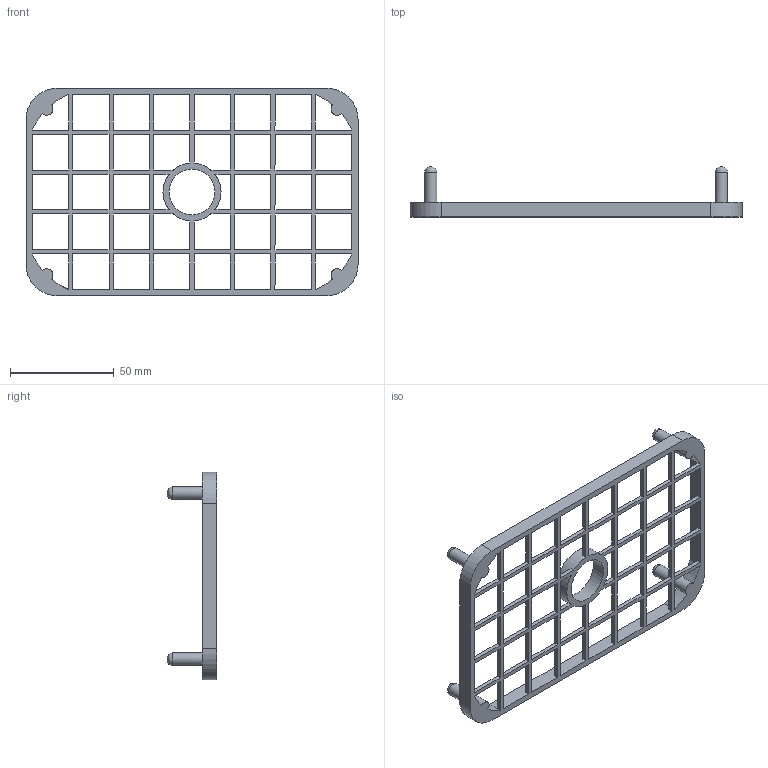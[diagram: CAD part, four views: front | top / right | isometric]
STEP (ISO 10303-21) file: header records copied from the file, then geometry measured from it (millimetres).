
FILE_DESCRIPTION(/* description */ (''),/* implementation_level */ '2;1');
FILE_NAME(/* name */ 'wash_podstawka v7.step',/* time_stamp */ '2022-02-19T17:50:04+01:00',/* author */ (''),/* organization */ (''),/* preprocessor_version */ 'ST-DEVELOPER v18.1',/* originating_system */ 'Autodesk Translation Framework v10.13.0.1454',/* authorisation */ '');
FILE_SCHEMA (('AUTOMOTIVE_DESIGN { 1 0 10303 214 3 1 1 }'));
Length unit declared in the file: millimetre
Products named in the file (1): wash_podstawka
Bounding box: 160 x 24 x 100 mm (x, y, z)
Volume: 20930.4 mm3; surface area: 22079.8 mm2
Topology: 1 solids, 1 shells, 170 faces, 574 edges, 380 vertices
Faces by surface type: plane 148, cylinder 18, bspline 4
Full cylindrical faces by diameter (mm): 6 x4, 22 x1, 28 x1
Entity records: 6447 total; most frequent: CARTESIAN_POINT 1229, ORIENTED_EDGE 1148, DIRECTION 976, EDGE_CURVE 574, LINE 506, VECTOR 506, VERTEX_POINT 380, AXIS2_PLACEMENT_3D 235
